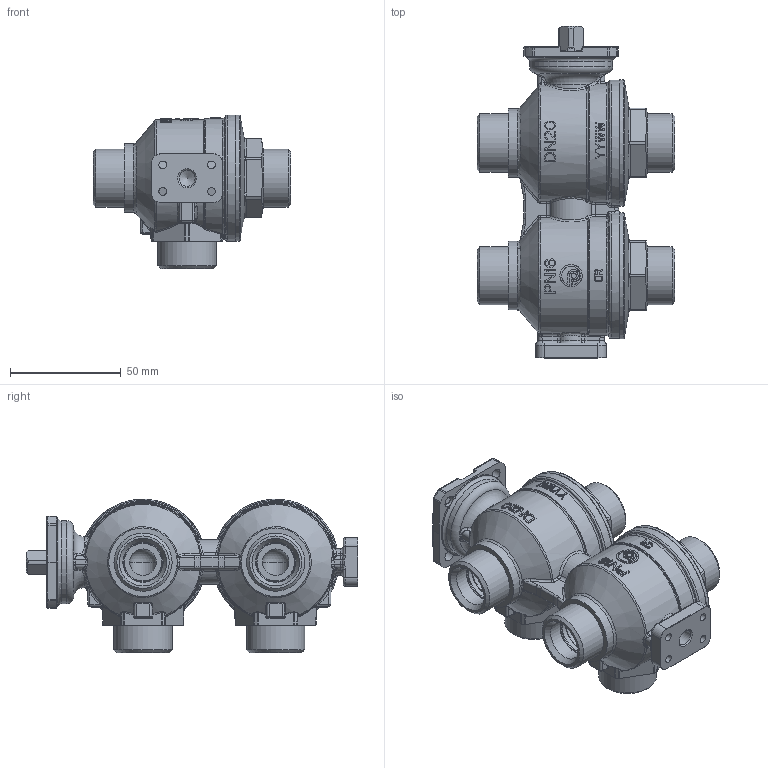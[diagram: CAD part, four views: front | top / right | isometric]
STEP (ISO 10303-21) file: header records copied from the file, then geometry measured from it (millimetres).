
FILE_DESCRIPTION(/* description */ ('Unknown'),/* implementation_level */ '2;1');
FILE_NAME(/* name */ '6-way_DN15_Kv2,8_Eurocone',/* time_stamp */ '2017-09-04T10:13:40+02:00',/* author */ ('Unknown'),/* organization */ ('Unknown'),/* preprocessor_version */ 'ST-DEVELOPER v16.7',/* originating_system */ 'DEX',/* authorisation */ $);
FILE_SCHEMA (('AUTOMOTIVE_DESIGN {1 0 10303 214 3 1 1}'));
Products named in the file (2): 6-way_DN15_Kv2,8_Eurocone; 6VIE_DN20_EUROCONUS_SW0004
Assembly tree (1 placements, depth 2):
  6-way_DN15_Kv2,8_Eurocone
    6VIE_DN20_EUROCONUS_SW0004
Bounding box: 89.45 x 150.1 x 69.5 mm (x, y, z)
Volume: 228734.1 mm3; surface area: 86181.1 mm2
Topology: 2 solids, 3 shells, 1934 faces, 5081 edges, 3219 vertices
Faces by surface type: plane 795, bspline 518, cylinder 332, torus 143, cone 110, sphere 36
Full cylindrical faces by diameter (mm): 0.6 x4, 2.5 x2, 3 x2, 3.2 x1, 3.3 x2, 3.5 x4, 7.25 x1, 8.6 x1, 9 x1, 10 x1, 10.6 x1, 12 x8, 13 x1, 13.2 x1, 13.3 x2, 14 x2, 14.4 x2, 14.5 x1, 14.55 x1, 15 x1, 15.1 x1, 15.95 x1, 17 x4, 17.4 x4, 17.8 x5, 17.9 x3, 18 x1, 18.2 x6, 19 x3, 19.8 x1
Entity records: 74153 total; most frequent: CARTESIAN_POINT 31988, ORIENTED_EDGE 9506, DIRECTION 7240, EDGE_CURVE 4753, VERTEX_POINT 3129, AXIS2_PLACEMENT_3D 2690, FACE_BOUND 2300, EDGE_LOOP 2293
